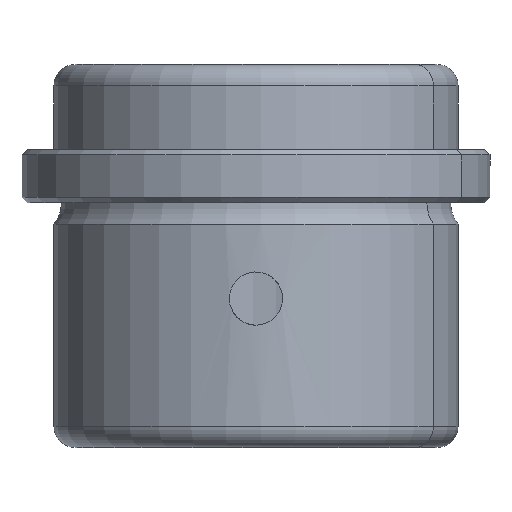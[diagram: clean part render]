
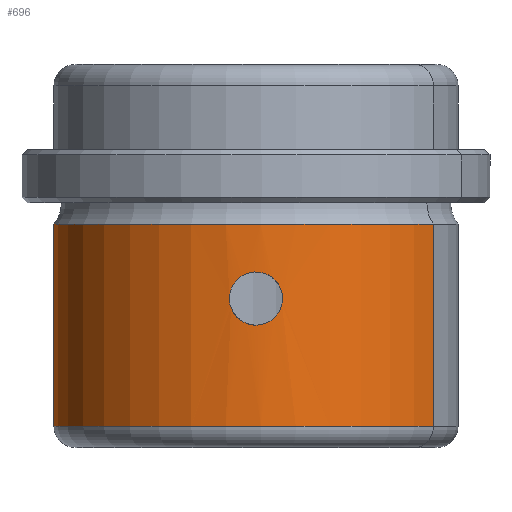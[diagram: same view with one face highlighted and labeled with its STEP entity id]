
A CAD part, front view. The second image highlights one B-rep face of the part: STEP entity #696.
In plain terms, the highlighted cylindrical face has radius 19 mm (diameter 38 mm), a partial arc.
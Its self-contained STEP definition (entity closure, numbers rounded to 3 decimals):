
#94=CARTESIAN_POINT('Vertex',(-2.194,-18.873,-7.801)) ;
#98=CARTESIAN_POINT('Control Point',(2.194,-18.873,-10.199)) ;
#99=CARTESIAN_POINT('Control Point',(2.044,-18.89,-10.473)) ;
#100=CARTESIAN_POINT('Control Point',(1.851,-18.911,-10.724)) ;
#101=CARTESIAN_POINT('Control Point',(1.621,-18.933,-10.942)) ;
#102=CARTESIAN_POINT('Control Point',(0.839,-18.994,-11.478)) ;
#103=CARTESIAN_POINT('Control Point',(-0.135,-19.017,-11.619)) ;
#104=CARTESIAN_POINT('Control Point',(-0.795,-18.998,-11.498)) ;
#105=CARTESIAN_POINT('Control Point',(-1.949,-18.913,-10.865)) ;
#106=CARTESIAN_POINT('Control Point',(-2.534,-18.832,-9.684)) ;
#107=CARTESIAN_POINT('Control Point',(-2.625,-18.817,-9.009)) ;
#108=CARTESIAN_POINT('Control Point',(-2.497,-18.838,-8.357)) ;
#109=CARTESIAN_POINT('Control Point',(-2.194,-18.873,-7.801)) ;
#110=CARTESIAN_POINT('Vertex',(2.194,-18.873,-10.199)) ;
#247=CARTESIAN_POINT('Vertex',(16.674,-9.109,-21.)) ;
#250=CARTESIAN_POINT('Axis2P3D Location',(0.,0.,-21.)) ;
#254=CARTESIAN_POINT('Vertex',(-16.674,9.109,-21.)) ;
#286=CARTESIAN_POINT('Axis2P3D Location',(0.,0.,-5.)) ;
#291=CARTESIAN_POINT('Line Origine',(-16.674,9.109,-5.)) ;
#295=CARTESIAN_POINT('Vertex',(-16.674,9.109,-2.)) ;
#302=CARTESIAN_POINT('Vertex',(16.674,-9.109,-2.)) ;
#305=CARTESIAN_POINT('Line Origine',(16.674,-9.109,-5.)) ;
#634=CARTESIAN_POINT('Axis2P3D Location',(0.,0.,-2.)) ;
#679=CARTESIAN_POINT('Control Point',(-2.194,-18.873,-7.801)) ;
#680=CARTESIAN_POINT('Control Point',(-2.044,-18.89,-7.527)) ;
#681=CARTESIAN_POINT('Control Point',(-1.851,-18.911,-7.276)) ;
#682=CARTESIAN_POINT('Control Point',(-1.621,-18.933,-7.058)) ;
#683=CARTESIAN_POINT('Control Point',(-0.839,-18.994,-6.522)) ;
#684=CARTESIAN_POINT('Control Point',(0.135,-19.017,-6.381)) ;
#685=CARTESIAN_POINT('Control Point',(0.795,-18.998,-6.502)) ;
#686=CARTESIAN_POINT('Control Point',(1.949,-18.913,-7.135)) ;
#687=CARTESIAN_POINT('Control Point',(2.534,-18.832,-8.316)) ;
#688=CARTESIAN_POINT('Control Point',(2.625,-18.817,-8.991)) ;
#689=CARTESIAN_POINT('Control Point',(2.497,-18.838,-9.643)) ;
#690=CARTESIAN_POINT('Control Point',(2.194,-18.873,-10.199)) ;
#251=DIRECTION('Axis2P3D Direction',(0.,0.,-1.)) ;
#287=DIRECTION('Axis2P3D Direction',(0.,0.,-1.)) ;
#288=DIRECTION('Axis2P3D XDirection',(-0.878,0.479,-0.)) ;
#292=DIRECTION('Vector Direction',(0.,0.,-1.)) ;
#306=DIRECTION('Vector Direction',(0.,0.,-1.)) ;
#635=DIRECTION('Axis2P3D Direction',(0.,0.,-1.)) ;
#252=AXIS2_PLACEMENT_3D('Circle Axis2P3D',#250,#251,$) ;
#289=AXIS2_PLACEMENT_3D('Cylinder Axis2P3D',#286,#287,#288) ;
#636=AXIS2_PLACEMENT_3D('Circle Axis2P3D',#634,#635,$) ;
#673=ORIENTED_EDGE('',*,*,#309,.T.) ;
#674=ORIENTED_EDGE('',*,*,#638,.T.) ;
#675=ORIENTED_EDGE('',*,*,#297,.F.) ;
#676=ORIENTED_EDGE('',*,*,#256,.F.) ;
#693=ORIENTED_EDGE('',*,*,#112,.T.) ;
#694=ORIENTED_EDGE('',*,*,#691,.T.) ;
#695=FACE_BOUND('',#692,.T.) ;
#293=VECTOR('Line Direction',#292,1.) ;
#307=VECTOR('Line Direction',#306,1.) ;
#696=ADVANCED_FACE('PartBody',(#677,#695),#290,.T.) ;
#97=B_SPLINE_CURVE_WITH_KNOTS('',5,(#98,#99,#100,#101,#102,#103,#104,#105,#106,#107,#108,#109),.UNSPECIFIED.,.F.,.U.,(6,3,3,6),(0.,2.214,6.638,11.119),.UNSPECIFIED.) ;
#678=B_SPLINE_CURVE_WITH_KNOTS('',5,(#679,#680,#681,#682,#683,#684,#685,#686,#687,#688,#689,#690),.UNSPECIFIED.,.F.,.U.,(6,3,3,6),(0.,2.214,6.638,11.119),.UNSPECIFIED.) ;
#253=CIRCLE('generated circle',#252,19.) ;
#637=CIRCLE('generated circle',#636,19.) ;
#290=CYLINDRICAL_SURFACE('generated cylinder',#289,19.) ;
#112=EDGE_CURVE('',#111,#95,#97,.T.) ;
#256=EDGE_CURVE('',#248,#255,#253,.T.) ;
#297=EDGE_CURVE('',#255,#296,#294,.F.) ;
#309=EDGE_CURVE('',#248,#303,#308,.F.) ;
#638=EDGE_CURVE('',#303,#296,#637,.T.) ;
#691=EDGE_CURVE('',#95,#111,#678,.T.) ;
#672=EDGE_LOOP('',(#673,#674,#675,#676)) ;
#692=EDGE_LOOP('',(#693,#694)) ;
#677=FACE_OUTER_BOUND('',#672,.T.) ;
#294=LINE('Line',#291,#293) ;
#308=LINE('Line',#305,#307) ;
#95=VERTEX_POINT('',#94) ;
#111=VERTEX_POINT('',#110) ;
#248=VERTEX_POINT('',#247) ;
#255=VERTEX_POINT('',#254) ;
#296=VERTEX_POINT('',#295) ;
#303=VERTEX_POINT('',#302) ;
